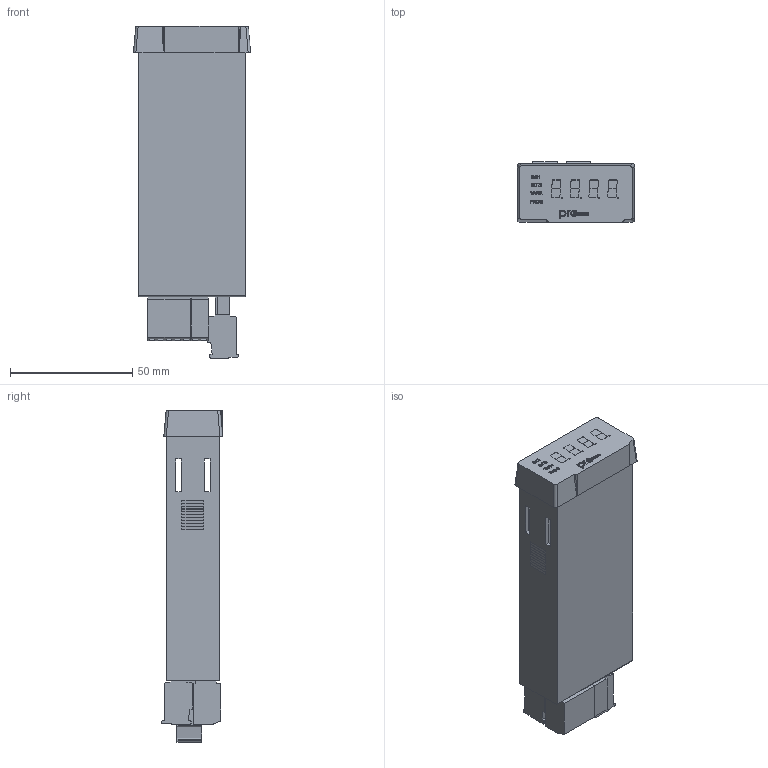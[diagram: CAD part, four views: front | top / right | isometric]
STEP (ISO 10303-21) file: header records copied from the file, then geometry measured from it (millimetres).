
FILE_DESCRIPTION (( 'STEP AP214' ), '1' );
FILE_NAME ('DPM1-P-2R Coord fXT.STEP', '2020-03-30T16:55:53', ( '' ), ( '' ), 'SwSTEP 2.0', 'SolidWorks 2017', '' );
FILE_SCHEMA (( 'AUTOMOTIVE_DESIGN' ));
Length unit declared in the file: inch
Products named in the file (1): DPM1-P-2R Coord fXT
Bounding box: 48 x 24.9 x 136 mm (x, y, z)
Volume: 42157.5 mm3; surface area: 39162.5 mm2
Topology: 6 solids, 6 shells, 1467 faces, 3824 edges, 2533 vertices
Faces by surface type: plane 1124, cylinder 167, bspline 164, cone 12
Entity records: 57317 total; most frequent: CARTESIAN_POINT 17048, ORIENTED_EDGE 7648, DIRECTION 6415, EDGE_CURVE 3824, VECTOR 3159, LINE 3159, VERTEX_POINT 2533, EDGE_LOOP 1649
